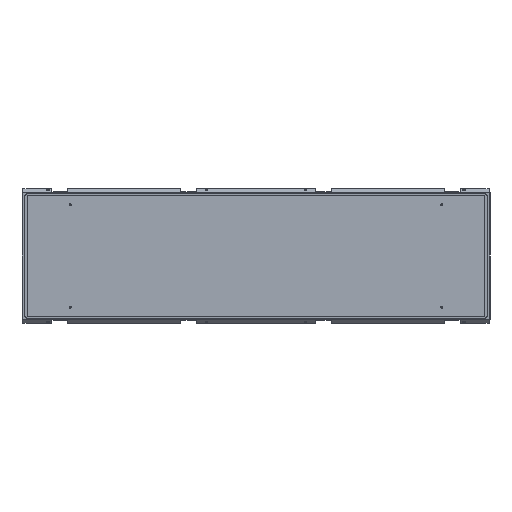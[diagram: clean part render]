
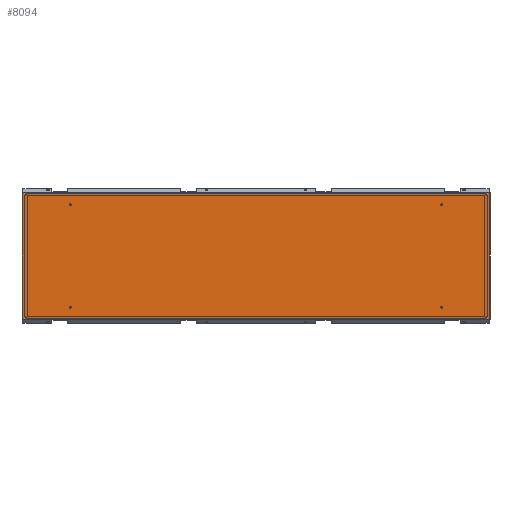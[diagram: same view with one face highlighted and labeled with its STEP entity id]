
A CAD part, left-side view. The second image highlights one B-rep face of the part: STEP entity #8094.
In plain terms, the highlighted face is planar.
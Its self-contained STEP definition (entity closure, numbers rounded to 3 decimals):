
#74 = EDGE_CURVE ( 'NONE', #2404, #2121, #2568, .T. ) ;
#618 = DIRECTION ( 'NONE',  ( -1., 0., 0. ) ) ;
#924 = VECTOR ( 'NONE', #5705, 1000. ) ;
#1455 = VECTOR ( 'NONE', #3712, 1000. ) ;
#1693 = VERTEX_POINT ( 'NONE', #7578 ) ;
#1789 = DIRECTION ( 'NONE',  ( 0., 0., -1. ) ) ;
#2097 = ORIENTED_EDGE ( 'NONE', *, *, #74, .T. ) ;
#2121 = VERTEX_POINT ( 'NONE', #2220 ) ;
#2220 = CARTESIAN_POINT ( 'NONE',  ( 262.75, -970.5, 0. ) ) ;
#2404 = VERTEX_POINT ( 'NONE', #4056 ) ;
#2442 = PLANE ( 'NONE',  #7953 ) ;
#2493 = DIRECTION ( 'NONE',  ( 0., -1., 0. ) ) ;
#2568 = LINE ( 'NONE', #6965, #924 ) ;
#3079 = ORIENTED_EDGE ( 'NONE', *, *, #5854, .T. ) ;
#3088 = EDGE_LOOP ( 'NONE', ( #6203, #3079, #8263, #2097 ) ) ;
#3220 = LINE ( 'NONE', #6558, #4496 ) ;
#3712 = DIRECTION ( 'NONE',  ( -1., 0., 0. ) ) ;
#3867 = CARTESIAN_POINT ( 'NONE',  ( -262.75, 970.5, 0. ) ) ;
#4056 = CARTESIAN_POINT ( 'NONE',  ( -262.75, -970.5, 0. ) ) ;
#4346 = LINE ( 'NONE', #6282, #1455 ) ;
#4496 = VECTOR ( 'NONE', #5137, 1000. ) ;
#4698 = EDGE_CURVE ( 'NONE', #4845, #2404, #7050, .T. ) ;
#4845 = VERTEX_POINT ( 'NONE', #3867 ) ;
#4847 = EDGE_CURVE ( 'NONE', #2121, #1693, #3220, .T. ) ;
#5054 = CARTESIAN_POINT ( 'NONE',  ( 0., 0., 0. ) ) ;
#5137 = DIRECTION ( 'NONE',  ( 0., 1., 0. ) ) ;
#5705 = DIRECTION ( 'NONE',  ( 1., 0., 0. ) ) ;
#5854 = EDGE_CURVE ( 'NONE', #1693, #4845, #4346, .T. ) ;
#6203 = ORIENTED_EDGE ( 'NONE', *, *, #4847, .T. ) ;
#6282 = CARTESIAN_POINT ( 'NONE',  ( -262.75, 970.5, 0. ) ) ;
#6284 = VECTOR ( 'NONE', #2493, 1000. ) ;
#6558 = CARTESIAN_POINT ( 'NONE',  ( 262.75, -970.5, 0. ) ) ;
#6965 = CARTESIAN_POINT ( 'NONE',  ( -262.75, -970.5, 0. ) ) ;
#7050 = LINE ( 'NONE', #8344, #6284 ) ;
#7578 = CARTESIAN_POINT ( 'NONE',  ( 262.75, 970.5, 0. ) ) ;
#7953 = AXIS2_PLACEMENT_3D ( 'NONE', #5054, #1789, #618 ) ;
#8094 = ADVANCED_FACE ( 'NONE', ( #8340 ), #2442, .F. ) ;
#8263 = ORIENTED_EDGE ( 'NONE', *, *, #4698, .T. ) ;
#8340 = FACE_OUTER_BOUND ( 'NONE', #3088, .T. ) ;
#8344 = CARTESIAN_POINT ( 'NONE',  ( -262.75, -970.5, 0. ) ) ;
